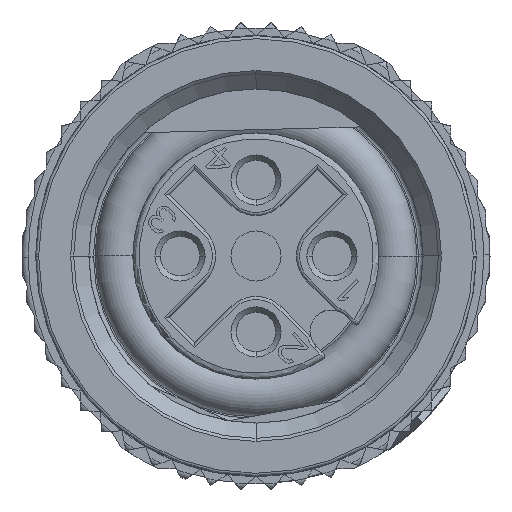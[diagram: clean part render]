
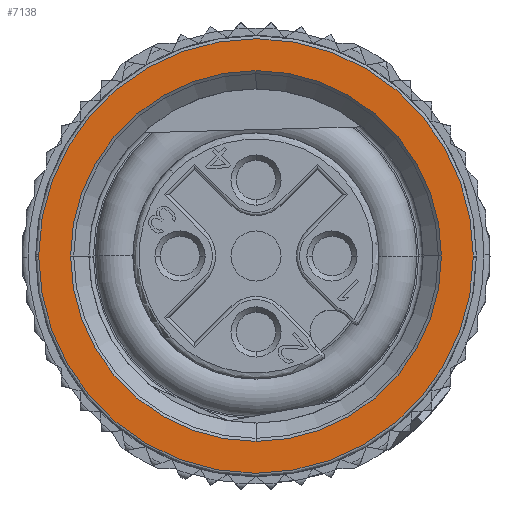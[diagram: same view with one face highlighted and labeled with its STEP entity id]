
A CAD part, front view. The second image highlights one B-rep face of the part: STEP entity #7138.
In plain terms, the highlighted planar face has unit normal (0, -1, 0).
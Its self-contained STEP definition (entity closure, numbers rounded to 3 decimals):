
#7138=ADVANCED_FACE('',(#14187,#14188),#14189,.T.);
#14187=FACE_OUTER_BOUND('',#40221,.T.);
#14188=FACE_BOUND('',#40222,.T.);
#14189=PLANE('',#40223);
#40221=EDGE_LOOP('',(#61956,#61957,#61958,#61959));
#40222=EDGE_LOOP('',(#61960,#61961,#61962,#61963));
#40223=AXIS2_PLACEMENT_3D('',#61964,#61965,#61966);
#61956=ORIENTED_EDGE('',*,*,#68461,.F.);
#61957=ORIENTED_EDGE('',*,*,#66860,.F.);
#61958=ORIENTED_EDGE('',*,*,#68459,.F.);
#61959=ORIENTED_EDGE('',*,*,#66865,.F.);
#61960=ORIENTED_EDGE('',*,*,#68469,.F.);
#61961=ORIENTED_EDGE('',*,*,#66843,.F.);
#61962=ORIENTED_EDGE('',*,*,#66850,.F.);
#61963=ORIENTED_EDGE('',*,*,#68470,.F.);
#61964=CARTESIAN_POINT('',(0.0,-12.4,0.0));
#61965=DIRECTION('',(0.0,-1.0,0.0));
#61966=DIRECTION('',(1.0,0.0,0.0));
#66843=EDGE_CURVE('',#74282,#74280,#74284,.T.);
#66850=EDGE_CURVE('',#74292,#74282,#74294,.T.);
#66860=EDGE_CURVE('',#74310,#74306,#74312,.T.);
#66865=EDGE_CURVE('',#74319,#74315,#74321,.T.);
#68459=EDGE_CURVE('',#74315,#74310,#76611,.T.);
#68461=EDGE_CURVE('',#74306,#74319,#76613,.T.);
#68469=EDGE_CURVE('',#74280,#76622,#76623,.T.);
#68470=EDGE_CURVE('',#76622,#74292,#76624,.T.);
#74280=VERTEX_POINT('',#89776);
#74282=VERTEX_POINT('',#89779);
#74284=CIRCLE('',#89782,6.1);
#74292=VERTEX_POINT('',#89791);
#74294=CIRCLE('',#89794,6.1);
#74306=VERTEX_POINT('',#89806);
#74310=VERTEX_POINT('',#89810);
#74312=CIRCLE('',#89812,7.15);
#74315=VERTEX_POINT('',#89815);
#74319=VERTEX_POINT('',#89819);
#74321=CIRCLE('',#89821,7.15);
#76611=CIRCLE('',#95020,7.15);
#76613=CIRCLE('',#95022,7.15);
#76622=VERTEX_POINT('',#95033);
#76623=CIRCLE('',#95034,6.1);
#76624=CIRCLE('',#95035,6.1);
#89776=CARTESIAN_POINT('',(0.0,-12.4,6.1));
#89779=CARTESIAN_POINT('',(6.1,-12.4,0.0));
#89782=AXIS2_PLACEMENT_3D('',#102481,#102482,#102483);
#89791=CARTESIAN_POINT('',(0.0,-12.4,-6.1));
#89794=AXIS2_PLACEMENT_3D('',#102492,#102493,#102494);
#89806=CARTESIAN_POINT('',(-7.15,-12.4,0.052));
#89810=CARTESIAN_POINT('',(-7.15,-12.4,0.0));
#89812=AXIS2_PLACEMENT_3D('',#102516,#102517,#102518);
#89815=CARTESIAN_POINT('',(7.15,-12.4,-0.052));
#89819=CARTESIAN_POINT('',(7.15,-12.4,0.0));
#89821=AXIS2_PLACEMENT_3D('',#102528,#102529,#102530);
#95020=AXIS2_PLACEMENT_3D('',#104429,#104430,#104431);
#95022=AXIS2_PLACEMENT_3D('',#104432,#104433,#104434);
#95033=CARTESIAN_POINT('',(-6.1,-12.4,0.0));
#95034=AXIS2_PLACEMENT_3D('',#104443,#104444,#104445);
#95035=AXIS2_PLACEMENT_3D('',#104446,#104447,#104448);
#102481=CARTESIAN_POINT('',(0.0,-12.4,0.0));
#102482=DIRECTION('',(0.0,-1.0,0.0));
#102483=DIRECTION('',(1.0,0.0,0.0));
#102492=CARTESIAN_POINT('',(0.0,-12.4,0.0));
#102493=DIRECTION('',(0.0,-1.0,0.0));
#102494=DIRECTION('',(0.0,0.0,-1.0));
#102516=CARTESIAN_POINT('',(0.0,-12.4,0.0));
#102517=DIRECTION('',(0.0,1.0,0.0));
#102518=DIRECTION('',(-1.0,0.0,0.0));
#102528=CARTESIAN_POINT('',(0.0,-12.4,0.0));
#102529=DIRECTION('',(-0.0,1.0,0.0));
#102530=DIRECTION('',(1.0,0.0,0.0));
#104429=CARTESIAN_POINT('',(0.0,-12.4,0.0));
#104430=DIRECTION('',(0.0,1.0,0.0));
#104431=DIRECTION('',(1.,0.0,-0.007));
#104432=CARTESIAN_POINT('',(0.0,-12.4,0.0));
#104433=DIRECTION('',(0.0,1.0,0.0));
#104434=DIRECTION('',(-1.,0.0,0.007));
#104443=CARTESIAN_POINT('',(0.0,-12.4,0.0));
#104444=DIRECTION('',(0.0,-1.0,0.0));
#104445=DIRECTION('',(0.0,0.0,1.0));
#104446=CARTESIAN_POINT('',(0.0,-12.4,0.0));
#104447=DIRECTION('',(0.0,-1.0,0.0));
#104448=DIRECTION('',(-1.0,0.0,0.0));
